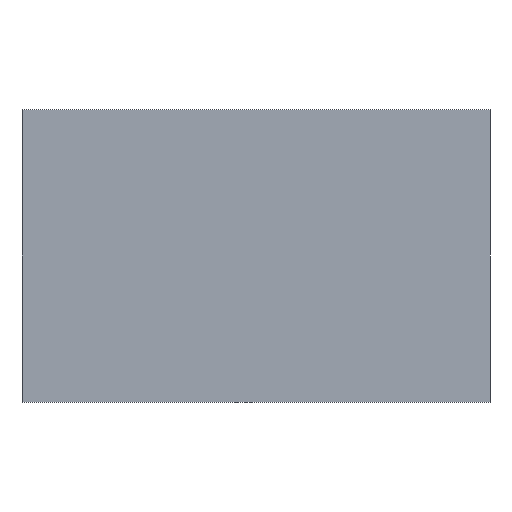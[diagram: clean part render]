
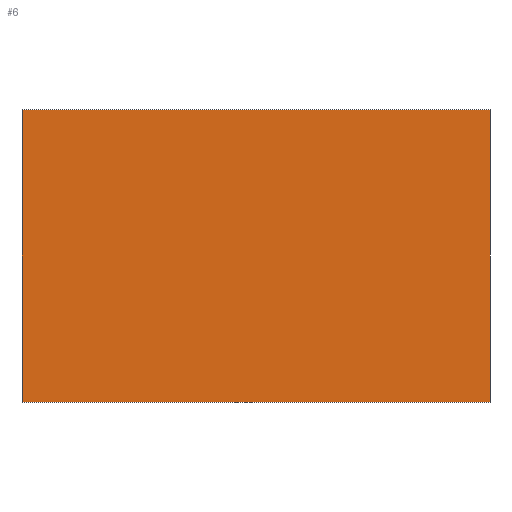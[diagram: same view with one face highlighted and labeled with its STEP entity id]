
A CAD part, top view. The second image highlights one B-rep face of the part: STEP entity #6.
In plain terms, the highlighted planar face has unit normal (0, 0, 1).
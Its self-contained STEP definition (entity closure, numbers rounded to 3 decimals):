
#2 = DIRECTION ( 'NONE',  ( -1., 0., 0. ) ) ;
#4 = LINE ( 'NONE', #60, #58 ) ;
#6 = ADVANCED_FACE ( 'NONE', ( #105 ), #59, .F. ) ;
#7 = ORIENTED_EDGE ( 'NONE', *, *, #111, .T. ) ;
#8 = LINE ( 'NONE', #34, #91 ) ;
#9 = DIRECTION ( 'NONE',  ( 0., 1., 0. ) ) ;
#13 = EDGE_CURVE ( 'NONE', #19, #55, #8, .T. ) ;
#19 = VERTEX_POINT ( 'NONE', #90 ) ;
#20 = DIRECTION ( 'NONE',  ( -1., 0., 0. ) ) ;
#22 = CARTESIAN_POINT ( 'NONE',  ( 40., 25., 0. ) ) ;
#23 = CARTESIAN_POINT ( 'NONE',  ( 40., -25., 0. ) ) ;
#33 = VECTOR ( 'NONE', #2, 1000. ) ;
#34 = CARTESIAN_POINT ( 'NONE',  ( -40., -25., 0. ) ) ;
#36 = CARTESIAN_POINT ( 'NONE',  ( -40., 25., 0. ) ) ;
#39 = ORIENTED_EDGE ( 'NONE', *, *, #41, .T. ) ;
#41 = EDGE_CURVE ( 'NONE', #63, #51, #4, .T. ) ;
#45 = ORIENTED_EDGE ( 'NONE', *, *, #125, .T. ) ;
#51 = VERTEX_POINT ( 'NONE', #22 ) ;
#53 = CARTESIAN_POINT ( 'NONE',  ( -40., -25., 0. ) ) ;
#55 = VERTEX_POINT ( 'NONE', #104 ) ;
#58 = VECTOR ( 'NONE', #9, 1000. ) ;
#59 = PLANE ( 'NONE',  #99 ) ;
#60 = CARTESIAN_POINT ( 'NONE',  ( 40., -25., 0. ) ) ;
#63 = VERTEX_POINT ( 'NONE', #23 ) ;
#66 = LINE ( 'NONE', #53, #83 ) ;
#71 = DIRECTION ( 'NONE',  ( 0., 0., -1. ) ) ;
#83 = VECTOR ( 'NONE', #103, 1000. ) ;
#87 = ORIENTED_EDGE ( 'NONE', *, *, #13, .T. ) ;
#90 = CARTESIAN_POINT ( 'NONE',  ( -40., 25., 0. ) ) ;
#91 = VECTOR ( 'NONE', #100, 1000. ) ;
#96 = EDGE_LOOP ( 'NONE', ( #39, #45, #87, #7 ) ) ;
#99 = AXIS2_PLACEMENT_3D ( 'NONE', #117, #71, #20 ) ;
#100 = DIRECTION ( 'NONE',  ( 0., -1., 0. ) ) ;
#103 = DIRECTION ( 'NONE',  ( 1., 0., 0. ) ) ;
#104 = CARTESIAN_POINT ( 'NONE',  ( -40., -25., 0. ) ) ;
#105 = FACE_OUTER_BOUND ( 'NONE', #96, .T. ) ;
#107 = LINE ( 'NONE', #36, #33 ) ;
#111 = EDGE_CURVE ( 'NONE', #55, #63, #66, .T. ) ;
#117 = CARTESIAN_POINT ( 'NONE',  ( 0., 0., 0. ) ) ;
#125 = EDGE_CURVE ( 'NONE', #51, #19, #107, .T. ) ;
